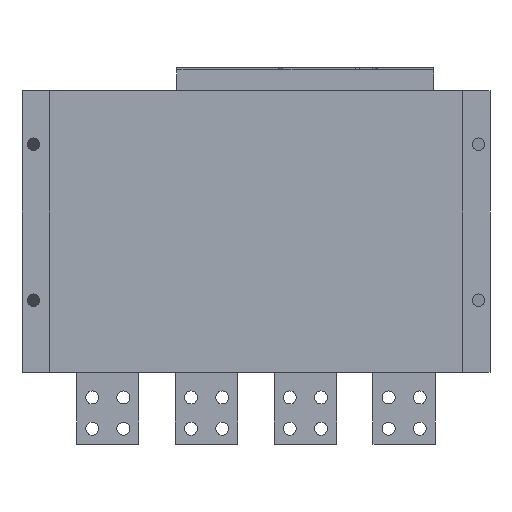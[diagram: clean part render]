
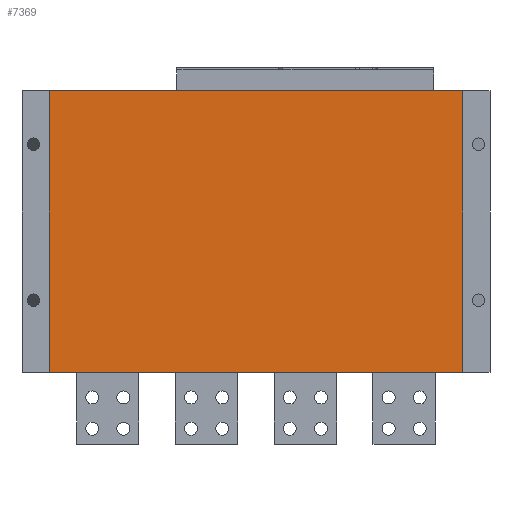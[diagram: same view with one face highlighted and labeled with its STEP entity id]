
A CAD part, front view. The second image highlights one B-rep face of the part: STEP entity #7369.
In plain terms, the highlighted planar face has unit normal (0, -1, 0).
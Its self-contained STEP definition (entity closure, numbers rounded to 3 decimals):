
#380 = VECTOR ( 'NONE', #561, 1000. ) ;
#477 = ORIENTED_EDGE ( 'NONE', *, *, #11617, .F. ) ;
#486 = ORIENTED_EDGE ( 'NONE', *, *, #8615, .T. ) ;
#534 = DIRECTION ( 'NONE',  ( 1., 0., 0. ) ) ;
#561 = DIRECTION ( 'NONE',  ( 1., 0., 0. ) ) ;
#589 = LINE ( 'NONE', #9805, #3506 ) ;
#1203 = DIRECTION ( 'NONE',  ( 0., 0., 1. ) ) ;
#2173 = PLANE ( 'NONE',  #5957 ) ;
#2415 = VERTEX_POINT ( 'NONE', #14803 ) ;
#2441 = DIRECTION ( 'NONE',  ( 1., 0., 0. ) ) ;
#2486 = CARTESIAN_POINT ( 'NONE',  ( 199., 0., -271. ) ) ;
#2614 = ORIENTED_EDGE ( 'NONE', *, *, #9436, .T. ) ;
#3506 = VECTOR ( 'NONE', #2441, 1000. ) ;
#3548 = EDGE_LOOP ( 'NONE', ( #17304, #477, #2614, #486 ) ) ;
#3717 = DIRECTION ( 'NONE',  ( 0., -1., 0. ) ) ;
#4173 = LINE ( 'NONE', #6022, #6922 ) ;
#4977 = DIRECTION ( 'NONE',  ( 0., 0., 1. ) ) ;
#5957 = AXIS2_PLACEMENT_3D ( 'NONE', #2486, #3717, #534 ) ;
#6022 = CARTESIAN_POINT ( 'NONE',  ( -199., 0., -271. ) ) ;
#6911 = CARTESIAN_POINT ( 'NONE',  ( 199., 0., 0. ) ) ;
#6922 = VECTOR ( 'NONE', #1203, 1000. ) ;
#7369 = ADVANCED_FACE ( 'NONE', ( #16525 ), #2173, .T. ) ;
#8615 = EDGE_CURVE ( 'NONE', #18736, #16068, #19197, .T. ) ;
#8774 = CARTESIAN_POINT ( 'NONE',  ( -199., 0., -271. ) ) ;
#9037 = VECTOR ( 'NONE', #4977, 1000. ) ;
#9436 = EDGE_CURVE ( 'NONE', #11483, #18736, #589, .T. ) ;
#9805 = CARTESIAN_POINT ( 'NONE',  ( 199., 0., -271. ) ) ;
#9982 = CARTESIAN_POINT ( 'NONE',  ( 199., 0., -271. ) ) ;
#11483 = VERTEX_POINT ( 'NONE', #8774 ) ;
#11617 = EDGE_CURVE ( 'NONE', #11483, #2415, #4173, .T. ) ;
#11895 = EDGE_CURVE ( 'NONE', #2415, #16068, #14903, .T. ) ;
#14445 = CARTESIAN_POINT ( 'NONE',  ( 199., 0., 0. ) ) ;
#14803 = CARTESIAN_POINT ( 'NONE',  ( -199., 0., 0. ) ) ;
#14888 = CARTESIAN_POINT ( 'NONE',  ( 199., 0., -271. ) ) ;
#14903 = LINE ( 'NONE', #6911, #380 ) ;
#16068 = VERTEX_POINT ( 'NONE', #14445 ) ;
#16525 = FACE_OUTER_BOUND ( 'NONE', #3548, .T. ) ;
#17304 = ORIENTED_EDGE ( 'NONE', *, *, #11895, .F. ) ;
#18736 = VERTEX_POINT ( 'NONE', #14888 ) ;
#19197 = LINE ( 'NONE', #9982, #9037 ) ;
